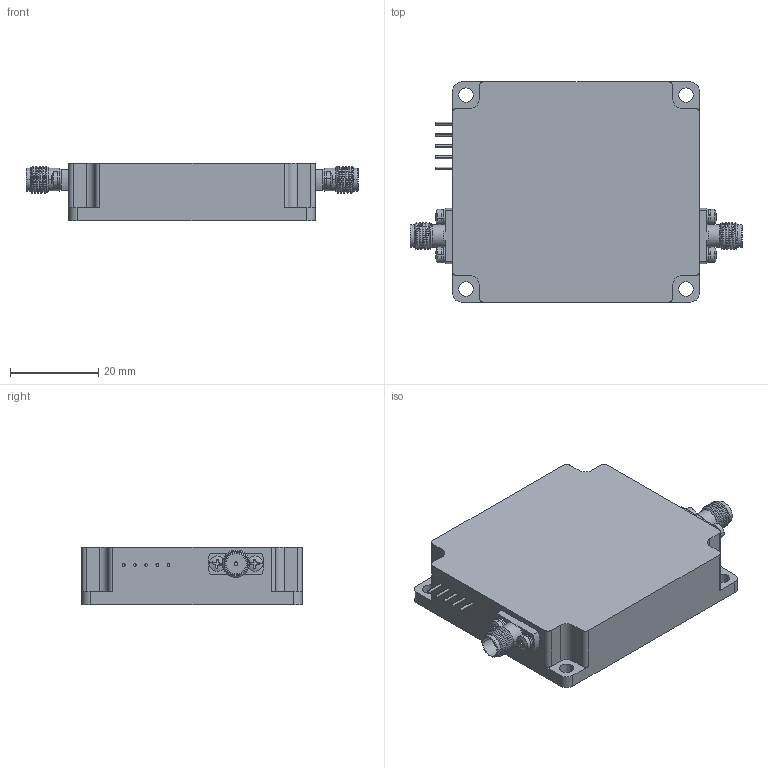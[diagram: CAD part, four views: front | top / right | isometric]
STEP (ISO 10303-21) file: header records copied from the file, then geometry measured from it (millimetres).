
FILE_DESCRIPTION (( 'STEP AP214' ), '1' );
FILE_NAME ('BP-LC-1, Defeatured.STEP', '2025-02-25T19:08:05', ( '' ), ( '' ), 'SwSTEP 2.0', 'SolidWorks 2021', '' );
FILE_SCHEMA (( 'AUTOMOTIVE_DESIGN' ));
Length unit declared in the file: inch
Products named in the file (1): BP-LC-1, Defeatured
Bounding box: 75.4 x 50 x 13 mm (x, y, z)
Volume: 35410.3 mm3; surface area: 9441.3 mm2
Topology: 10 solids, 11 shells, 327 faces, 837 edges, 556 vertices
Faces by surface type: cylinder 169, plane 134, cone 12, sphere 8, bspline 4
Entity records: 16182 total; most frequent: CARTESIAN_POINT 3787, DIRECTION 1747, ORIENTED_EDGE 1674, EDGE_CURVE 837, AXIS2_PLACEMENT_3D 708, VERTEX_POINT 556, CIRCLE 384, EDGE_LOOP 377
